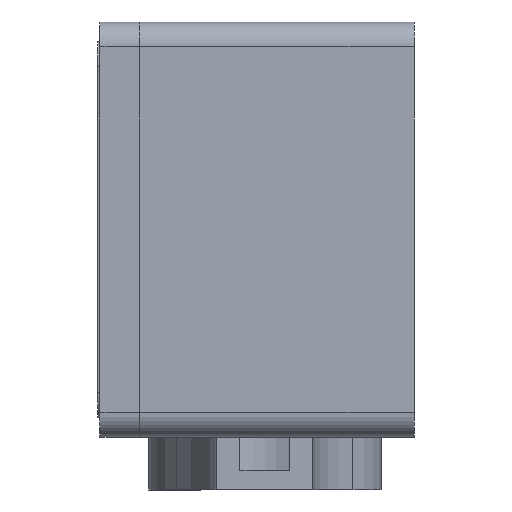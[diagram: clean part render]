
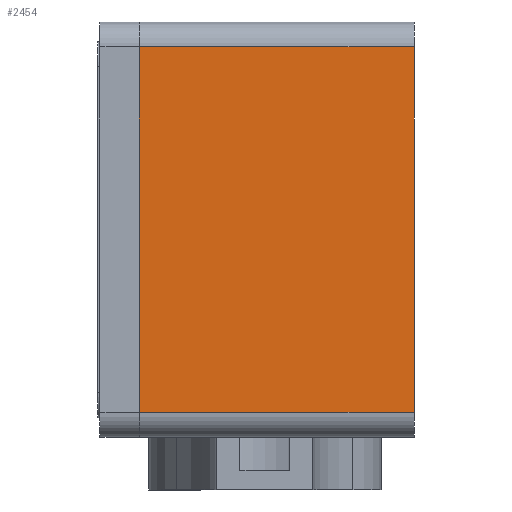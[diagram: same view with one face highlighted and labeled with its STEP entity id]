
A CAD part, left-side view. The second image highlights one B-rep face of the part: STEP entity #2454.
In plain terms, the highlighted planar face has unit normal (-1, 0, 0).
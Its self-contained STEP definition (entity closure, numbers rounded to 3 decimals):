
#312=FACE_OUTER_BOUND('',#457,.T.);
#457=EDGE_LOOP('',(#1785,#1786,#1787,#1788));
#630=LINE('',#3786,#855);
#654=LINE('',#3859,#879);
#657=LINE('',#3866,#882);
#658=LINE('',#3868,#883);
#855=VECTOR('',#2990,10.);
#879=VECTOR('',#3066,10.);
#882=VECTOR('',#3075,10.);
#883=VECTOR('',#3078,10.);
#1083=VERTEX_POINT('',#3783);
#1084=VERTEX_POINT('',#3785);
#1106=VERTEX_POINT('',#3856);
#1107=VERTEX_POINT('',#3858);
#1330=EDGE_CURVE('',#1084,#1083,#630,.T.);
#1366=EDGE_CURVE('',#1107,#1106,#654,.T.);
#1370=EDGE_CURVE('',#1107,#1083,#657,.T.);
#1371=EDGE_CURVE('',#1084,#1106,#658,.T.);
#1785=ORIENTED_EDGE('',*,*,#1330,.T.);
#1786=ORIENTED_EDGE('',*,*,#1370,.F.);
#1787=ORIENTED_EDGE('',*,*,#1366,.T.);
#1788=ORIENTED_EDGE('',*,*,#1371,.F.);
#2363=PLANE('',#2676);
#2454=ADVANCED_FACE('',(#312),#2363,.T.);
#2676=AXIS2_PLACEMENT_3D('',#3867,#3076,#3077);
#2990=DIRECTION('',(0.,1.,0.));
#3066=DIRECTION('',(0.,-1.,0.));
#3075=DIRECTION('',(0.,0.,1.));
#3076=DIRECTION('center_axis',(-1.,0.,0.));
#3077=DIRECTION('ref_axis',(0.,-1.,0.));
#3078=DIRECTION('',(0.,0.,-1.));
#3783=CARTESIAN_POINT('',(-57.5,22.,33.1));
#3785=CARTESIAN_POINT('',(-57.5,-22.,33.1));
#3786=CARTESIAN_POINT('',(-57.5,12.5,33.1));
#3856=CARTESIAN_POINT('',(-57.5,-22.,0.));
#3858=CARTESIAN_POINT('',(-57.5,22.,0.));
#3859=CARTESIAN_POINT('',(-57.5,25.,0.));
#3866=CARTESIAN_POINT('',(-57.5,22.,0.));
#3867=CARTESIAN_POINT('Origin',(-57.5,25.,0.));
#3868=CARTESIAN_POINT('',(-57.5,-22.,0.));
